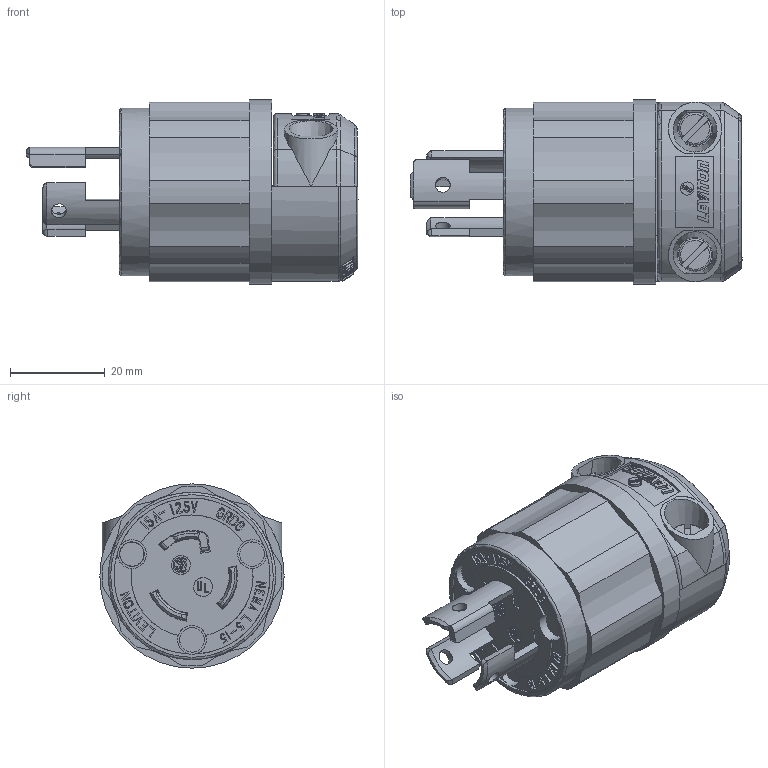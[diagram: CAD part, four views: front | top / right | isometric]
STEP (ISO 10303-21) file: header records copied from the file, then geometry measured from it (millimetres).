
FILE_DESCRIPTION (( 'STEP AP214' ), '1' );
FILE_NAME ('CATSTD-04720-0CX-M01.STEP', '2022-04-14T18:36:26', ( '' ), ( '' ), 'SwSTEP 2.0', 'SolidWorks 2020', '' );
FILE_SCHEMA (( 'AUTOMOTIVE_DESIGN' ));
Length unit declared in the file: inch
Products named in the file (1): CATSTD-04720-0CX-M01
Bounding box: 70.05 x 38.89 x 38.89 mm (x, y, z)
Volume: 51864.9 mm3; surface area: 14143.6 mm2
Topology: 1 solids, 20 shells, 1728 faces, 4660 edges, 3127 vertices
Faces by surface type: plane 1346, cylinder 292, cone 51, torus 20, bspline 19
Full cylindrical faces by diameter (mm): 2.362 x3, 2.616 x2, 3.175 x6, 3.734 x2, 3.962 x2, 5.029 x2, 5.081 x1, 5.156 x3, 6.096 x3, 6.858 x2, 35.306 x1, 38.887 x1
Entity records: 79336 total; most frequent: CARTESIAN_POINT 16323, ORIENTED_EDGE 9188, DIRECTION 7292, EDGE_CURVE 4594, VERTEX_POINT 3101, LINE 2732, VECTOR 2732, AXIS2_PLACEMENT_3D 2280
